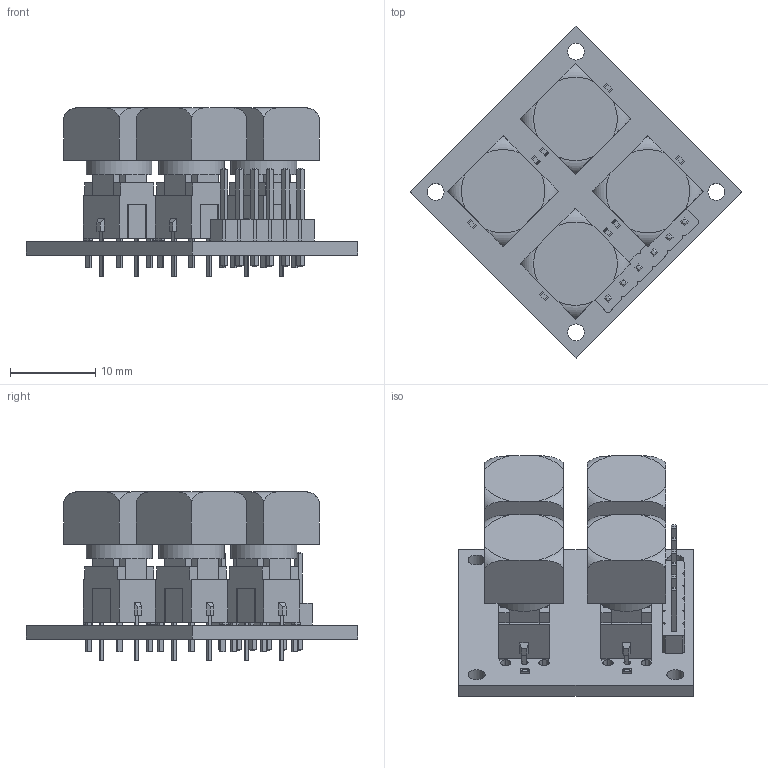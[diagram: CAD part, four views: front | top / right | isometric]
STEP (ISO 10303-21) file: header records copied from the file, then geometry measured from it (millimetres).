
FILE_DESCRIPTION(('KiCad electronic assembly'),'2;1');
FILE_NAME('Dpadright.step','2023-04-14T08:04:57',('Pcbnew'),('Kicad'), 'Open CASCADE STEP processor 7.6','KiCad to STEP converter','Unknown' );
FILE_SCHEMA(('AUTOMOTIVE_DESIGN { 1 0 10303 214 1 1 1 1 }'));
Length unit declared in the file: millimetre
Products named in the file (8): Dpadright 1; Honyone TS5-2 Button v1; COMPOUND; R_0402_1005Metric; SOLID; PinHeader_1x06_P2.54mm_Vertical; Dpadright PCB
Assembly tree (17 placements, depth 3):
  Dpadright 1
    Honyone TS5-2 Button v1  x4
      COMPOUND
    R_0402_1005Metric  x8
      SOLID
    PinHeader_1x06_P2.54mm_Vertical
      SOLID
    Dpadright PCB
Bounding box: 39 x 39 x 19.85 mm (x, y, z)
Volume: 4667.6 mm3; surface area: 8159.7 mm2
Topology: 58 solids, 58 shells, 960 faces, 2328 edges, 1520 vertices
Faces by surface type: plane 834, cylinder 110, torus 16
Full cylindrical faces by diameter (mm): 0.762 x8, 1 x6, 1.2 x16, 2 x4, 6.75 x8, 7.75 x4
Entity records: 23364 total; most frequent: CARTESIAN_POINT 3916, DIRECTION 3402, LINE 2383, VECTOR 2383, ORIENTED_EDGE 1730, PCURVE 1730, DEFINITIONAL_REPRESENTATION 1730, EDGE_CURVE 865
